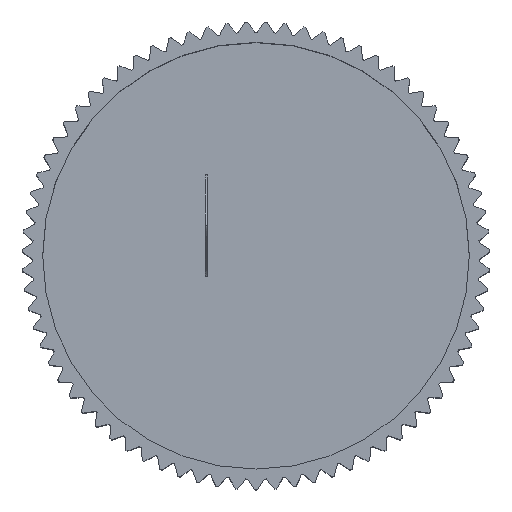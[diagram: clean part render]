
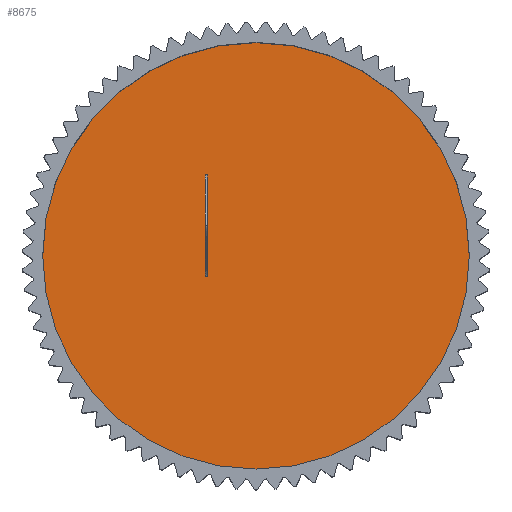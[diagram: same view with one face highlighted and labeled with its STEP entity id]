
A CAD part, top view. The second image highlights one B-rep face of the part: STEP entity #8675.
In plain terms, the highlighted planar face has unit normal (0, 0, 1).
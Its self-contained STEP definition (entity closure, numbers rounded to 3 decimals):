
#30=PLANE('',#9152);
#261=FACE_OUTER_BOUND('',#721,.T.);
#721=EDGE_LOOP('',(#5722));
#2992=CIRCLE('',#9151,52.5);
#3444=VERTEX_POINT('',#12784);
#4355=EDGE_CURVE('',#3444,#3444,#2992,.T.);
#5722=ORIENTED_EDGE('',*,*,#4355,.F.);
#8675=ADVANCED_FACE('',(#261),#30,.F.);
#9151=AXIS2_PLACEMENT_3D('',#12786,#10064,#10065);
#9152=AXIS2_PLACEMENT_3D('',#12787,#10066,#10067);
#10064=DIRECTION('center_axis',(0.,0.,-1.));
#10065=DIRECTION('ref_axis',(1.,0.,0.));
#10066=DIRECTION('center_axis',(0.,0.,-1.));
#10067=DIRECTION('ref_axis',(1.,0.,0.));
#12784=CARTESIAN_POINT('',(-52.5,0.,5.));
#12786=CARTESIAN_POINT('Origin',(0.,0.,
5.));
#12787=CARTESIAN_POINT('Origin',(0.,0.,
5.));
